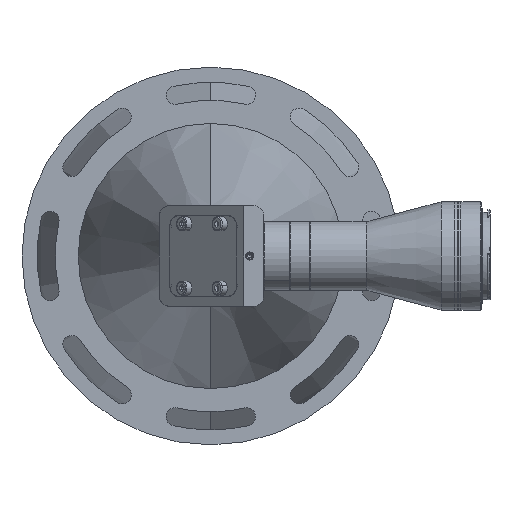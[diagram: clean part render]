
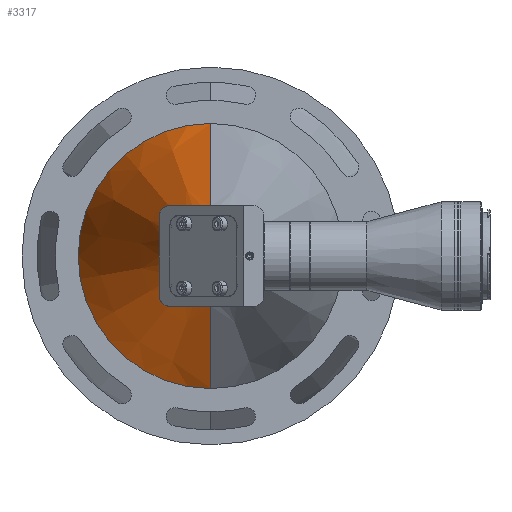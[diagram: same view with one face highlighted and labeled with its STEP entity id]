
A CAD part, front view. The second image highlights one B-rep face of the part: STEP entity #3317.
In plain terms, the highlighted conical face has half-angle 17 degrees and reference radius 66 mm.
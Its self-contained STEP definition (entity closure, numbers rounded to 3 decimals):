
#762 = ORIENTED_EDGE ( 'NONE', *, *, #36284, .F. ) ;
#1960 = LINE ( 'NONE', #10609, #8434 ) ;
#3317 = ADVANCED_FACE ( 'NONE', ( #22044 ), #8937, .T. ) ;
#3840 = DIRECTION ( 'NONE',  ( 0., 0., 1. ) ) ;
#7195 = CARTESIAN_POINT ( 'NONE',  ( -27.358, 180.745, 66. ) ) ;
#8052 = DIRECTION ( 'NONE',  ( 0., 0., 1. ) ) ;
#8434 = VECTOR ( 'NONE', #24859, 1000. ) ;
#8937 = CONICAL_SURFACE ( 'NONE', #10719, 66., 0.297 ) ;
#8998 = ORIENTED_EDGE ( 'NONE', *, *, #33769, .T. ) ;
#9401 = VERTEX_POINT ( 'NONE', #15100 ) ;
#9542 = CARTESIAN_POINT ( 'NONE',  ( -27.358, 46.64, -25. ) ) ;
#10609 = CARTESIAN_POINT ( 'NONE',  ( -27.358, 180.745, -66. ) ) ;
#10616 = ORIENTED_EDGE ( 'NONE', *, *, #27997, .T. ) ;
#10719 = AXIS2_PLACEMENT_3D ( 'NONE', #24508, #27890, #25238 ) ;
#11610 = VERTEX_POINT ( 'NONE', #19865 ) ;
#13017 = VERTEX_POINT ( 'NONE', #9542 ) ;
#13861 = CARTESIAN_POINT ( 'NONE',  ( -27.358, 46.64, 0. ) ) ;
#13989 = AXIS2_PLACEMENT_3D ( 'NONE', #16547, #28145, #8052 ) ;
#14595 = ORIENTED_EDGE ( 'NONE', *, *, #37338, .T. ) ;
#14899 = AXIS2_PLACEMENT_3D ( 'NONE', #13861, #16335, #3840 ) ;
#15100 = CARTESIAN_POINT ( 'NONE',  ( -27.358, 180.745, -66. ) ) ;
#16335 = DIRECTION ( 'NONE',  ( 0., 1., 0. ) ) ;
#16547 = CARTESIAN_POINT ( 'NONE',  ( -27.358, 180.745, 0. ) ) ;
#18742 = DIRECTION ( 'NONE',  ( 0., 0.956, 0.292 ) ) ;
#19473 = LINE ( 'NONE', #7195, #29513 ) ;
#19865 = CARTESIAN_POINT ( 'NONE',  ( -27.358, 46.64, 25. ) ) ;
#22044 = FACE_OUTER_BOUND ( 'NONE', #36274, .T. ) ;
#24171 = VERTEX_POINT ( 'NONE', #28440 ) ;
#24508 = CARTESIAN_POINT ( 'NONE',  ( -27.358, 180.745, 0. ) ) ;
#24859 = DIRECTION ( 'NONE',  ( 0., 0.956, -0.292 ) ) ;
#25238 = DIRECTION ( 'NONE',  ( 0., 0., 1. ) ) ;
#27890 = DIRECTION ( 'NONE',  ( 0., 1., 0. ) ) ;
#27997 = EDGE_CURVE ( 'NONE', #13017, #11610, #31294, .T. ) ;
#28145 = DIRECTION ( 'NONE',  ( 0., -1., 0. ) ) ;
#28440 = CARTESIAN_POINT ( 'NONE',  ( -27.358, 180.745, 66. ) ) ;
#29513 = VECTOR ( 'NONE', #18742, 1000. ) ;
#30406 = CIRCLE ( 'NONE', #13989, 66. ) ;
#31294 = CIRCLE ( 'NONE', #14899, 25. ) ;
#33769 = EDGE_CURVE ( 'NONE', #11610, #24171, #19473, .T. ) ;
#36274 = EDGE_LOOP ( 'NONE', ( #762, #10616, #8998, #14595 ) ) ;
#36284 = EDGE_CURVE ( 'NONE', #13017, #9401, #1960, .T. ) ;
#37338 = EDGE_CURVE ( 'NONE', #24171, #9401, #30406, .T. ) ;
